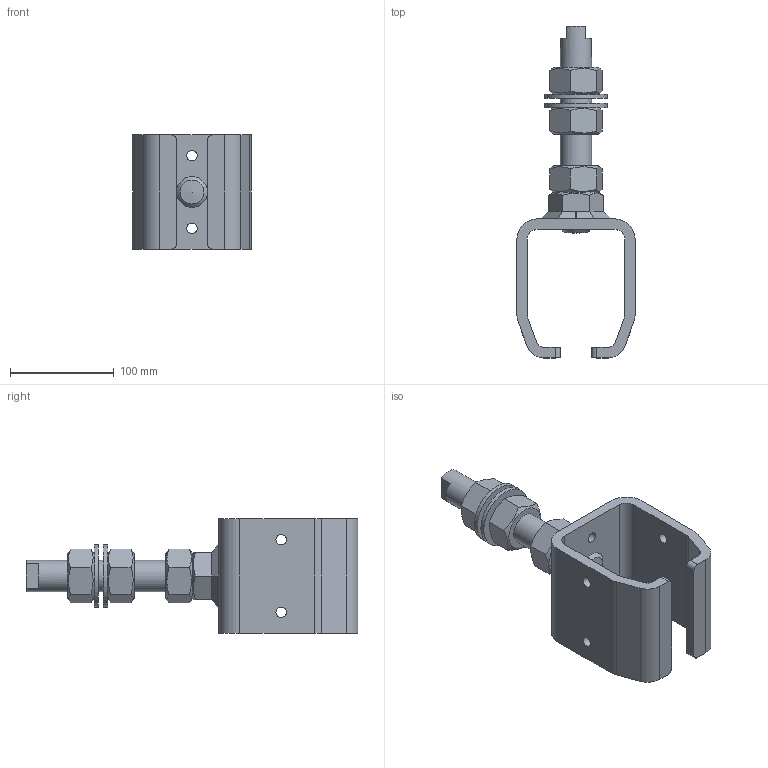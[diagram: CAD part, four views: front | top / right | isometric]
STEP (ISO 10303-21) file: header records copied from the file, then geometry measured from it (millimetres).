
FILE_DESCRIPTION(/* description */ (''),/* implementation_level */ '2;1');
FILE_NAME(/* name */ '9071L.stp',/* time_stamp */ '2017-02-16T15:57:26+01:00',/* author */ ('Giuliano'),/* organization */ (''),/* preprocessor_version */ 'ST-DEVELOPER v16.5',/* originating_system */ 'Autodesk Inventor 2017',/* authorisation */ '');
FILE_SCHEMA (('AUTOMOTIVE_DESIGN { 1 0 10303 214 3 1 1 }'));
Length unit declared in the file: millimetre
Products named in the file (1): Pièce1
Bounding box: 114 x 320 x 110 mm (x, y, z)
Volume: 685868.1 mm3; surface area: 132885.3 mm2
Topology: 1 solids, 1 shells, 117 faces, 305 edges, 195 vertices
Faces by surface type: plane 77, cylinder 30, cone 10
Full cylindrical faces by diameter (mm): 10.106 x6, 30 x4, 32 x2, 60 x2
Entity records: 3506 total; most frequent: CARTESIAN_POINT 678, ORIENTED_EDGE 546, DIRECTION 534, EDGE_CURVE 273, AXIS2_PLACEMENT_3D 193, VERTEX_POINT 187, EDGE_LOOP 162, LINE 148
